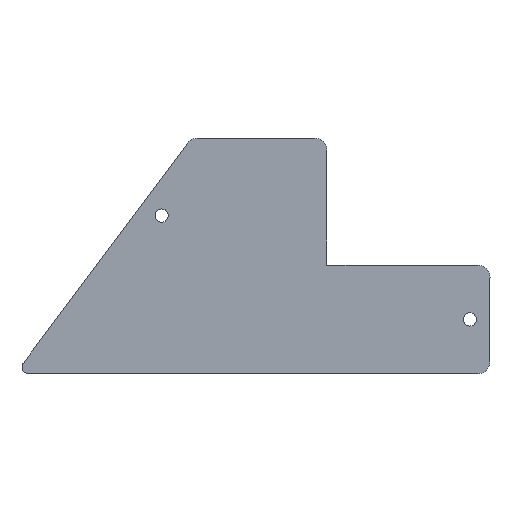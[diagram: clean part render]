
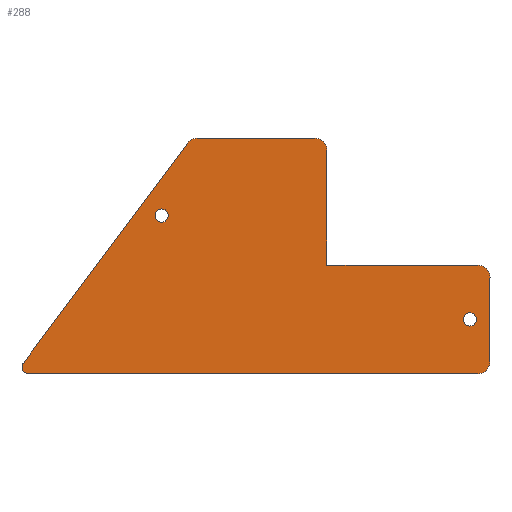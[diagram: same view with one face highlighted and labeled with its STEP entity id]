
A CAD part, top view. The second image highlights one B-rep face of the part: STEP entity #288.
In plain terms, the highlighted planar face has unit normal (0, 0, 1).
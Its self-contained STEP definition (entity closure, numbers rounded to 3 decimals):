
#15=FACE_BOUND('',#56,.T.);
#16=FACE_BOUND('',#57,.T.);
#25=PLANE('',#331);
#40=FACE_OUTER_BOUND('',#55,.T.);
#55=EDGE_LOOP('',(#242,#243,#244,#245,#246,#247,#248,#249,#250,#251,#252));
#56=EDGE_LOOP('',(#253));
#57=EDGE_LOOP('',(#254));
#65=LINE('',#438,#90);
#69=LINE('',#450,#94);
#73=LINE('',#462,#98);
#76=LINE('',#468,#101);
#80=LINE('',#480,#105);
#84=LINE('',#492,#109);
#90=VECTOR('',#353,10.);
#94=VECTOR('',#365,10.);
#98=VECTOR('',#377,10.);
#101=VECTOR('',#382,10.);
#105=VECTOR('',#394,10.);
#109=VECTOR('',#406,10.);
#111=CIRCLE('',#305,1.1);
#113=CIRCLE('',#308,1.1);
#116=CIRCLE('',#313,2.);
#118=CIRCLE('',#317,2.);
#120=CIRCLE('',#322,2.);
#122=CIRCLE('',#326,2.);
#124=CIRCLE('',#330,1.089);
#125=VERTEX_POINT('',#420);
#127=VERTEX_POINT('',#426);
#131=VERTEX_POINT('',#435);
#132=VERTEX_POINT('',#437);
#134=VERTEX_POINT('',#443);
#136=VERTEX_POINT('',#449);
#138=VERTEX_POINT('',#455);
#140=VERTEX_POINT('',#461);
#142=VERTEX_POINT('',#467);
#144=VERTEX_POINT('',#473);
#146=VERTEX_POINT('',#479);
#148=VERTEX_POINT('',#485);
#150=VERTEX_POINT('',#491);
#151=EDGE_CURVE('',#125,#125,#111,.T.);
#154=EDGE_CURVE('',#127,#127,#113,.T.);
#159=EDGE_CURVE('',#132,#131,#65,.T.);
#162=EDGE_CURVE('',#134,#132,#116,.T.);
#165=EDGE_CURVE('',#136,#134,#69,.T.);
#168=EDGE_CURVE('',#138,#136,#118,.T.);
#171=EDGE_CURVE('',#140,#138,#73,.T.);
#174=EDGE_CURVE('',#142,#140,#76,.T.);
#177=EDGE_CURVE('',#144,#142,#120,.T.);
#180=EDGE_CURVE('',#146,#144,#80,.T.);
#183=EDGE_CURVE('',#148,#146,#122,.T.);
#186=EDGE_CURVE('',#150,#148,#84,.T.);
#189=EDGE_CURVE('',#131,#150,#124,.T.);
#242=ORIENTED_EDGE('',*,*,#189,.T.);
#243=ORIENTED_EDGE('',*,*,#186,.T.);
#244=ORIENTED_EDGE('',*,*,#183,.T.);
#245=ORIENTED_EDGE('',*,*,#180,.T.);
#246=ORIENTED_EDGE('',*,*,#177,.T.);
#247=ORIENTED_EDGE('',*,*,#174,.T.);
#248=ORIENTED_EDGE('',*,*,#171,.T.);
#249=ORIENTED_EDGE('',*,*,#168,.T.);
#250=ORIENTED_EDGE('',*,*,#165,.T.);
#251=ORIENTED_EDGE('',*,*,#162,.T.);
#252=ORIENTED_EDGE('',*,*,#159,.T.);
#253=ORIENTED_EDGE('',*,*,#154,.T.);
#254=ORIENTED_EDGE('',*,*,#151,.T.);
#288=ADVANCED_FACE('',(#40,#15,#16),#25,.T.);
#305=AXIS2_PLACEMENT_3D('',#421,#337,#338);
#308=AXIS2_PLACEMENT_3D('',#427,#344,#345);
#313=AXIS2_PLACEMENT_3D('',#444,#359,#360);
#317=AXIS2_PLACEMENT_3D('',#456,#371,#372);
#322=AXIS2_PLACEMENT_3D('',#474,#388,#389);
#326=AXIS2_PLACEMENT_3D('',#486,#400,#401);
#330=AXIS2_PLACEMENT_3D('',#496,#412,#413);
#331=AXIS2_PLACEMENT_3D('',#497,#414,#415);
#337=DIRECTION('center_axis',(0.,0.,-1.));
#338=DIRECTION('ref_axis',(-1.,0.,0.));
#344=DIRECTION('center_axis',(0.,0.,-1.));
#345=DIRECTION('ref_axis',(-1.,0.,0.));
#353=DIRECTION('',(-0.598,-0.802,0.));
#359=DIRECTION('center_axis',(0.,0.,1.));
#360=DIRECTION('ref_axis',(-0.802,0.598,0.));
#365=DIRECTION('',(-1.,0.,0.));
#371=DIRECTION('center_axis',(0.,0.,1.));
#372=DIRECTION('ref_axis',(-0.022,1.,0.));
#377=DIRECTION('',(0.,1.,0.));
#382=DIRECTION('',(-1.,0.,0.));
#388=DIRECTION('center_axis',(0.,0.,1.));
#389=DIRECTION('ref_axis',(-0.022,1.,0.));
#394=DIRECTION('',(0.,1.,0.));
#400=DIRECTION('center_axis',(0.,0.,1.));
#401=DIRECTION('ref_axis',(1.,0.022,0.));
#406=DIRECTION('',(1.,0.,0.));
#412=DIRECTION('center_axis',(0.,0.,1.));
#413=DIRECTION('ref_axis',(1.,0.,0.));
#414=DIRECTION('center_axis',(0.,0.,1.));
#415=DIRECTION('ref_axis',(1.,0.,0.));
#420=CARTESIAN_POINT('',(-14.451,6.698,0.));
#421=CARTESIAN_POINT('Origin',(-15.551,6.698,0.));
#426=CARTESIAN_POINT('',(36.649,-10.534,0.));
#427=CARTESIAN_POINT('Origin',(35.549,-10.534,0.));
#435=CARTESIAN_POINT('',(-38.484,-17.764,0.));
#437=CARTESIAN_POINT('',(-11.274,18.711,0.));
#438=CARTESIAN_POINT('',(-38.527,-17.821,0.));
#443=CARTESIAN_POINT('',(-9.671,19.515,0.));
#444=CARTESIAN_POINT('Origin',(-9.671,17.515,0.));
#449=CARTESIAN_POINT('',(9.799,19.515,0.));
#450=CARTESIAN_POINT('',(-9.671,19.515,0.));
#455=CARTESIAN_POINT('',(11.845,17.515,0.));
#456=CARTESIAN_POINT('Origin',(9.844,17.515,0.));
#461=CARTESIAN_POINT('',(11.845,-1.534,0.));
#462=CARTESIAN_POINT('',(11.845,17.515,0.));
#467=CARTESIAN_POINT('',(36.849,-1.535,0.));
#468=CARTESIAN_POINT('',(36.849,-1.535,0.));
#473=CARTESIAN_POINT('',(38.894,-3.535,0.));
#474=CARTESIAN_POINT('Origin',(36.894,-3.535,0.));
#479=CARTESIAN_POINT('',(38.894,-17.489,0.));
#480=CARTESIAN_POINT('',(38.894,-17.489,0.));
#485=CARTESIAN_POINT('',(36.894,-19.534,0.));
#486=CARTESIAN_POINT('Origin',(36.894,-17.534,0.));
#491=CARTESIAN_POINT('',(-37.635,-19.533,0.));
#492=CARTESIAN_POINT('',(-37.635,-19.533,0.));
#496=CARTESIAN_POINT('Origin',(-37.635,-18.445,0.));
#497=CARTESIAN_POINT('Origin',(0.085,-0.009,
0.));
